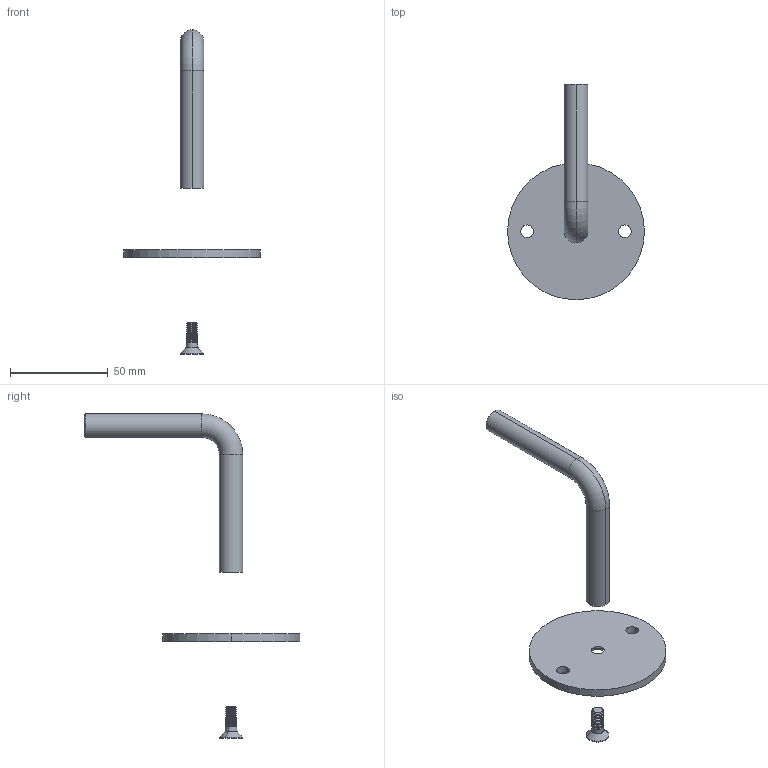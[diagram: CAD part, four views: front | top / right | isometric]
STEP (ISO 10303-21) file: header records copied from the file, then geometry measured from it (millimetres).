
FILE_DESCRIPTION (( 'STEP AP203' ), '1' );
FILE_NAME ('50300-240.step', '2020-09-08T11:39:43', ( '' ), ( '' ), 'SwSTEP 2.0', 'SolidWorks 2018', '' );
FILE_SCHEMA (( 'CONFIG_CONTROL_DESIGN' ));
Length unit declared in the file: millimetre
Products named in the file (7): 50300-240 Teil1; 50300-240 Teil2_50300-240 Teil2; 50300-240 Teil1_50300-240 Teil1; socket countersunk head screw_din; 50300-240 Teil2; 50300-240; socket countersunk head screw_din_DIN 7991 - M6 x 16 --- 9.7S
Assembly tree (3 placements, depth 2):
  50300-240 Teil1
  socket countersunk head screw_din
  50300-240 Teil2
  50300-240
    50300-240 Teil1_50300-240 Teil1
    50300-240 Teil2_50300-240 Teil2
    socket countersunk head screw_din_DIN 7991 - M6 x 16 --- 9.7S
Bounding box: 70 x 110 x 165.82 mm (x, y, z)
Volume: 31113.3 mm3; surface area: 15223.4 mm2
Topology: 3 solids, 3 shells, 337 faces, 870 edges, 562 vertices
Faces by surface type: plane 129, bspline 112, cone 54, cylinder 38, torus 4
Entity records: 17496 total; most frequent: CARTESIAN_POINT 9292, ORIENTED_EDGE 1732, DIRECTION 1262, EDGE_CURVE 866, VERTEX_POINT 562, LINE 486, VECTOR 486, AXIS2_PLACEMENT_3D 388
